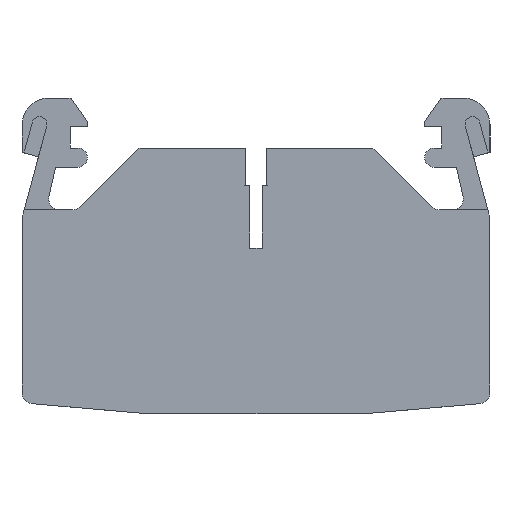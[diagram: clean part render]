
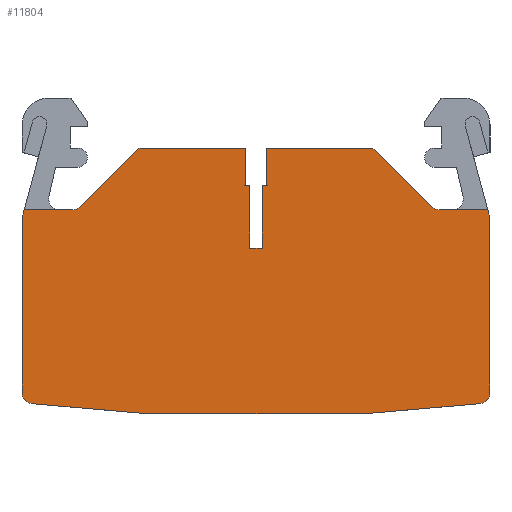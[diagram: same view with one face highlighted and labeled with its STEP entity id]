
A CAD part, front view. The second image highlights one B-rep face of the part: STEP entity #11804.
In plain terms, the highlighted planar face has unit normal (0, -1, 0).
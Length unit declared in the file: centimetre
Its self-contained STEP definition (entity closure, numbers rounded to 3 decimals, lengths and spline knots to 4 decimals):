
#77=(
BOUNDED_CURVE()
B_SPLINE_CURVE(2,(#18654,#18655,#18656),.UNSPECIFIED.,.F.,.F.)
B_SPLINE_CURVE_WITH_KNOTS((3,3),(0.,0.0383),.UNSPECIFIED.)
CURVE()
GEOMETRIC_REPRESENTATION_ITEM()
RATIONAL_B_SPLINE_CURVE((1.,1.004,1.007))
REPRESENTATION_ITEM('')
);
#78=(
BOUNDED_CURVE()
B_SPLINE_CURVE(2,(#18663,#18664,#18665),.UNSPECIFIED.,.F.,.F.)
B_SPLINE_CURVE_WITH_KNOTS((3,3),(0.1597,0.198),
 .UNSPECIFIED.)
CURVE()
GEOMETRIC_REPRESENTATION_ITEM()
RATIONAL_B_SPLINE_CURVE((1.007,1.004,1.))
REPRESENTATION_ITEM('')
);
#456=FACE_OUTER_BOUND('',#1030,.T.);
#1030=EDGE_LOOP('',(#8781,#8782,#8783,#8784,#8785,#8786,#8787,#8788,#8789,
#8790,#8791,#8792,#8793,#8794,#8795,#8796,#8797,#8798,#8799,#8800,#8801,
#8802,#8803,#8804));
#1465=CIRCLE('',#12506,0.1);
#1466=CIRCLE('',#12507,0.1);
#1467=CIRCLE('',#12508,0.1);
#1468=CIRCLE('',#12509,0.1);
#2106=LINE('',#18078,#3537);
#2348=LINE('',#18640,#3779);
#2350=LINE('',#18644,#3781);
#2352=LINE('',#18651,#3783);
#2381=LINE('',#18743,#3812);
#2382=LINE('',#18745,#3813);
#2383=LINE('',#18747,#3814);
#2384=LINE('',#18751,#3815);
#2385=LINE('',#18753,#3816);
#2386=LINE('',#18755,#3817);
#2387=LINE('',#18758,#3818);
#2388=LINE('',#18760,#3819);
#2389=LINE('',#18764,#3820);
#2390=LINE('',#18766,#3821);
#2391=LINE('',#18768,#3822);
#2392=LINE('',#18772,#3823);
#2393=LINE('',#18774,#3824);
#2394=LINE('',#18775,#3825);
#3537=VECTOR('',#14021,1.);
#3779=VECTOR('',#14419,1.);
#3781=VECTOR('',#14423,1.);
#3783=VECTOR('',#14427,1.);
#3812=VECTOR('',#14502,1.);
#3813=VECTOR('',#14503,1.);
#3814=VECTOR('',#14504,1.);
#3815=VECTOR('',#14507,1.);
#3816=VECTOR('',#14508,1.);
#3817=VECTOR('',#14509,1.);
#3818=VECTOR('',#14512,1.);
#3819=VECTOR('',#14513,1.);
#3820=VECTOR('',#14516,1.);
#3821=VECTOR('',#14517,1.);
#3822=VECTOR('',#14518,1.);
#3823=VECTOR('',#14521,1.);
#3824=VECTOR('',#14522,1.);
#3825=VECTOR('',#14523,1.);
#4869=VERTEX_POINT('',#18075);
#4870=VERTEX_POINT('',#18077);
#5101=VERTEX_POINT('',#18635);
#5102=VERTEX_POINT('',#18639);
#5103=VERTEX_POINT('',#18643);
#5104=VERTEX_POINT('',#18647);
#5105=VERTEX_POINT('',#18653);
#5107=VERTEX_POINT('',#18661);
#5126=VERTEX_POINT('',#18742);
#5127=VERTEX_POINT('',#18744);
#5128=VERTEX_POINT('',#18746);
#5129=VERTEX_POINT('',#18748);
#5130=VERTEX_POINT('',#18750);
#5131=VERTEX_POINT('',#18752);
#5132=VERTEX_POINT('',#18754);
#5133=VERTEX_POINT('',#18757);
#5134=VERTEX_POINT('',#18759);
#5135=VERTEX_POINT('',#18761);
#5136=VERTEX_POINT('',#18763);
#5137=VERTEX_POINT('',#18765);
#5138=VERTEX_POINT('',#18767);
#5139=VERTEX_POINT('',#18769);
#5140=VERTEX_POINT('',#18771);
#5141=VERTEX_POINT('',#18773);
#6162=EDGE_CURVE('',#4870,#4869,#2106,.T.);
#6440=EDGE_CURVE('',#5102,#5101,#2348,.T.);
#6442=EDGE_CURVE('',#5103,#5102,#2350,.T.);
#6445=EDGE_CURVE('',#5104,#5103,#2352,.T.);
#6446=EDGE_CURVE('',#5105,#5104,#77,.T.);
#6450=EDGE_CURVE('',#5101,#5107,#78,.T.);
#6484=EDGE_CURVE('',#5107,#5126,#2381,.T.);
#6485=EDGE_CURVE('',#5126,#5127,#2382,.T.);
#6486=EDGE_CURVE('',#5127,#5128,#2383,.T.);
#6487=EDGE_CURVE('',#5128,#5129,#1465,.T.);
#6488=EDGE_CURVE('',#5129,#5130,#2384,.T.);
#6489=EDGE_CURVE('',#5131,#5130,#2385,.T.);
#6490=EDGE_CURVE('',#5131,#5132,#2386,.T.);
#6491=EDGE_CURVE('',#5132,#4870,#1466,.T.);
#6492=EDGE_CURVE('',#4869,#5133,#2387,.T.);
#6493=EDGE_CURVE('',#5133,#5134,#2388,.T.);
#6494=EDGE_CURVE('',#5134,#5135,#1467,.T.);
#6495=EDGE_CURVE('',#5135,#5136,#2389,.T.);
#6496=EDGE_CURVE('',#5137,#5136,#2390,.T.);
#6497=EDGE_CURVE('',#5137,#5138,#2391,.T.);
#6498=EDGE_CURVE('',#5138,#5139,#1468,.T.);
#6499=EDGE_CURVE('',#5139,#5140,#2392,.T.);
#6500=EDGE_CURVE('',#5140,#5141,#2393,.T.);
#6501=EDGE_CURVE('',#5141,#5105,#2394,.T.);
#8781=ORIENTED_EDGE('',*,*,#6440,.T.);
#8782=ORIENTED_EDGE('',*,*,#6450,.T.);
#8783=ORIENTED_EDGE('',*,*,#6484,.T.);
#8784=ORIENTED_EDGE('',*,*,#6485,.T.);
#8785=ORIENTED_EDGE('',*,*,#6486,.T.);
#8786=ORIENTED_EDGE('',*,*,#6487,.T.);
#8787=ORIENTED_EDGE('',*,*,#6488,.T.);
#8788=ORIENTED_EDGE('',*,*,#6489,.F.);
#8789=ORIENTED_EDGE('',*,*,#6490,.T.);
#8790=ORIENTED_EDGE('',*,*,#6491,.T.);
#8791=ORIENTED_EDGE('',*,*,#6162,.T.);
#8792=ORIENTED_EDGE('',*,*,#6492,.T.);
#8793=ORIENTED_EDGE('',*,*,#6493,.T.);
#8794=ORIENTED_EDGE('',*,*,#6494,.T.);
#8795=ORIENTED_EDGE('',*,*,#6495,.T.);
#8796=ORIENTED_EDGE('',*,*,#6496,.F.);
#8797=ORIENTED_EDGE('',*,*,#6497,.T.);
#8798=ORIENTED_EDGE('',*,*,#6498,.T.);
#8799=ORIENTED_EDGE('',*,*,#6499,.T.);
#8800=ORIENTED_EDGE('',*,*,#6500,.T.);
#8801=ORIENTED_EDGE('',*,*,#6501,.T.);
#8802=ORIENTED_EDGE('',*,*,#6446,.T.);
#8803=ORIENTED_EDGE('',*,*,#6445,.T.);
#8804=ORIENTED_EDGE('',*,*,#6442,.T.);
#10723=PLANE('',#12505);
#11804=ADVANCED_FACE('',(#456),#10723,.F.);
#12505=AXIS2_PLACEMENT_3D('',#18741,#14500,#14501);
#12506=AXIS2_PLACEMENT_3D('',#18749,#14505,#14506);
#12507=AXIS2_PLACEMENT_3D('',#18756,#14510,#14511);
#12508=AXIS2_PLACEMENT_3D('',#18762,#14514,#14515);
#12509=AXIS2_PLACEMENT_3D('',#18770,#14519,#14520);
#14021=DIRECTION('',(0.996,0.,-0.087));
#14419=DIRECTION('',(0.,0.,1.));
#14423=DIRECTION('',(-1.,0.,0.));
#14427=DIRECTION('',(0.,0.,-1.));
#14500=DIRECTION('center_axis',(0.,1.,0.));
#14501=DIRECTION('ref_axis',(-1.,0.,0.));
#14502=DIRECTION('',(0.,0.,1.));
#14503=DIRECTION('',(-1.,0.,0.));
#14504=DIRECTION('',(-0.707,0.,-0.707));
#14505=DIRECTION('center_axis',(0.,1.,0.));
#14506=DIRECTION('ref_axis',(0.707,0.,-0.707));
#14507=DIRECTION('',(-1.,0.,0.));
#14508=DIRECTION('',(0.259,0.,0.966));
#14509=DIRECTION('',(0.,0.,-1.));
#14510=DIRECTION('center_axis',(0.,-1.,0.));
#14511=DIRECTION('ref_axis',(0.087,0.,0.996));
#14512=DIRECTION('',(1.,0.,0.));
#14513=DIRECTION('',(0.996,0.,0.087));
#14514=DIRECTION('center_axis',(0.,-1.,0.));
#14515=DIRECTION('ref_axis',(-1.,0.,0.));
#14516=DIRECTION('',(0.,0.,1.));
#14517=DIRECTION('',(0.259,0.,-0.966));
#14518=DIRECTION('',(-1.,0.,0.));
#14519=DIRECTION('center_axis',(0.,1.,0.));
#14520=DIRECTION('ref_axis',(0.,0.,-1.));
#14521=DIRECTION('',(-0.707,0.,0.707));
#14522=DIRECTION('',(-1.,0.,0.));
#14523=DIRECTION('',(0.,0.,-1.));
#18075=CARTESIAN_POINT('',(-1.,-0.96,0.));
#18077=CARTESIAN_POINT('',(-2.1087,-0.96,0.097));
#18078=CARTESIAN_POINT('',(-2.1087,-0.96,0.097));
#18635=CARTESIAN_POINT('',(-0.06,-0.96,2.1437));
#18639=CARTESIAN_POINT('',(-0.06,-0.96,1.56));
#18640=CARTESIAN_POINT('',(-0.06,-0.96,1.8303));
#18643=CARTESIAN_POINT('',(0.06,-0.96,1.56));
#18644=CARTESIAN_POINT('',(0.,-0.96,1.56));
#18647=CARTESIAN_POINT('',(0.06,-0.96,2.1437));
#18651=CARTESIAN_POINT('',(0.06,-0.96,1.8303));
#18653=CARTESIAN_POINT('',(0.0985,-0.96,2.15));
#18654=CARTESIAN_POINT('Ctrl Pts',(0.0985,-0.96,2.15));
#18655=CARTESIAN_POINT('Ctrl Pts',(0.0791,-0.96,2.1461));
#18656=CARTESIAN_POINT('Ctrl Pts',(0.06,-0.96,2.1437));
#18661=CARTESIAN_POINT('',(-0.0985,-0.96,2.15));
#18663=CARTESIAN_POINT('Ctrl Pts',(-0.06,-0.96,2.1437));
#18664=CARTESIAN_POINT('Ctrl Pts',(-0.0791,-0.96,2.1461));
#18665=CARTESIAN_POINT('Ctrl Pts',(-0.0985,-0.96,2.15));
#18741=CARTESIAN_POINT('Origin',(0.,-0.96,1.1605));
#18742=CARTESIAN_POINT('',(-0.0985,-0.96,2.5));
#18743=CARTESIAN_POINT('',(-0.0985,-0.96,2.325));
#18744=CARTESIAN_POINT('',(-1.1,-0.96,2.5));
#18745=CARTESIAN_POINT('',(1.1,-0.96,2.5));
#18746=CARTESIAN_POINT('',(-1.6507,-0.96,1.9493));
#18747=CARTESIAN_POINT('',(-1.1,-0.96,2.5));
#18748=CARTESIAN_POINT('',(-1.7214,-0.96,1.92));
#18749=CARTESIAN_POINT('Origin',(-1.7214,-0.96,2.02));
#18750=CARTESIAN_POINT('',(-2.1786,-0.96,1.92));
#18751=CARTESIAN_POINT('',(-1.7214,-0.96,1.92));
#18752=CARTESIAN_POINT('',(-2.2,-0.96,1.84));
#18753=CARTESIAN_POINT('',(-2.2059,-0.96,1.818));
#18754=CARTESIAN_POINT('',(-2.2,-0.96,0.1966));
#18755=CARTESIAN_POINT('',(-2.2,-0.96,1.92));
#18756=CARTESIAN_POINT('Origin',(-2.1,-0.96,0.1966));
#18757=CARTESIAN_POINT('',(1.,-0.96,0.));
#18758=CARTESIAN_POINT('',(-1.,-0.96,0.));
#18759=CARTESIAN_POINT('',(2.1087,-0.96,0.097));
#18760=CARTESIAN_POINT('',(1.,-0.96,0.));
#18761=CARTESIAN_POINT('',(2.2,-0.96,0.1966));
#18762=CARTESIAN_POINT('Origin',(2.1,-0.96,0.1966));
#18763=CARTESIAN_POINT('',(2.2,-0.96,1.84));
#18764=CARTESIAN_POINT('',(2.2,-0.96,0.1966));
#18765=CARTESIAN_POINT('',(2.1786,-0.96,1.92));
#18766=CARTESIAN_POINT('',(2.2059,-0.96,1.818));
#18767=CARTESIAN_POINT('',(1.7214,-0.96,1.92));
#18768=CARTESIAN_POINT('',(2.2,-0.96,1.92));
#18769=CARTESIAN_POINT('',(1.6507,-0.96,1.9493));
#18770=CARTESIAN_POINT('Origin',(1.7214,-0.96,2.02));
#18771=CARTESIAN_POINT('',(1.1,-0.96,2.5));
#18772=CARTESIAN_POINT('',(1.6507,-0.96,1.9493));
#18773=CARTESIAN_POINT('',(0.0985,-0.96,2.5));
#18774=CARTESIAN_POINT('',(1.1,-0.96,2.5));
#18775=CARTESIAN_POINT('',(0.0985,-0.96,2.325));
